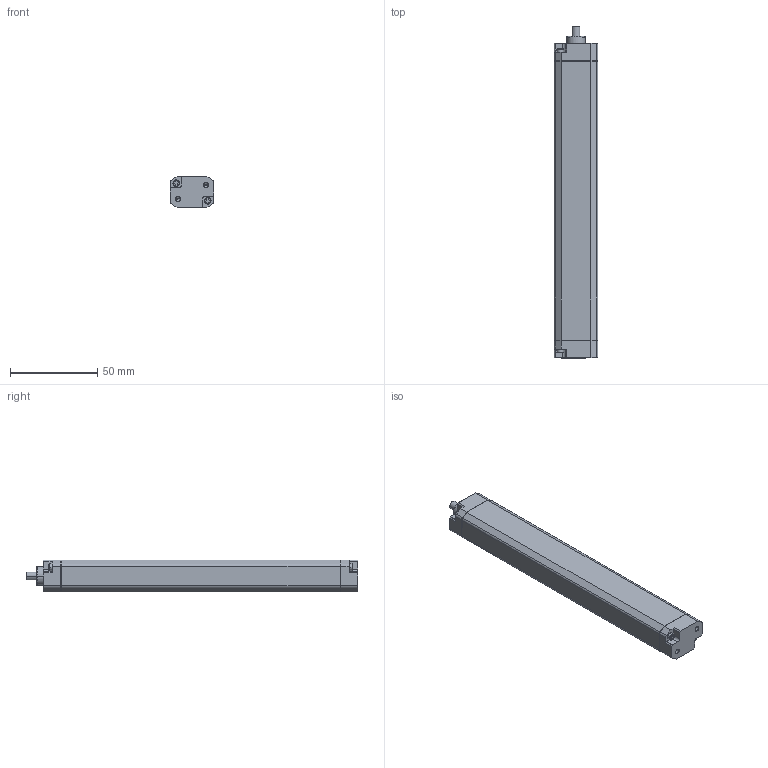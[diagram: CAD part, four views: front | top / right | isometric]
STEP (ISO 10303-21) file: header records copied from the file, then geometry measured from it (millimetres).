
FILE_DESCRIPTION(('STEP AP214'),'1');
FILE_NAME('sensor_gmdb-e2m-d08_2yv8.stp','2017-04-16T21:02:52',('TraceParts'),('TraceParts S.A.'),'Spatial InterOp 3D',' ',' ');
FILE_SCHEMA(('automotive_design'));
Length unit declared in the file: millimetre
Products named in the file (1): sensor_gmdb-e2m-d08_2yv8
Bounding box: 25 x 190 x 18 mm (x, y, z)
Volume: 76294.6 mm3; surface area: 15479.9 mm2
Topology: 1 solids, 1 shells, 211 faces, 551 edges, 363 vertices
Faces by surface type: plane 121, cylinder 68, cone 12, torus 10
Entity records: 8184 total; most frequent: DIRECTION 1150, CARTESIAN_POINT 1122, ORIENTED_EDGE 1094, EDGE_CURVE 547, AXIS2_PLACEMENT_3D 391, LINE 368, VECTOR 368, VERTEX_POINT 363
